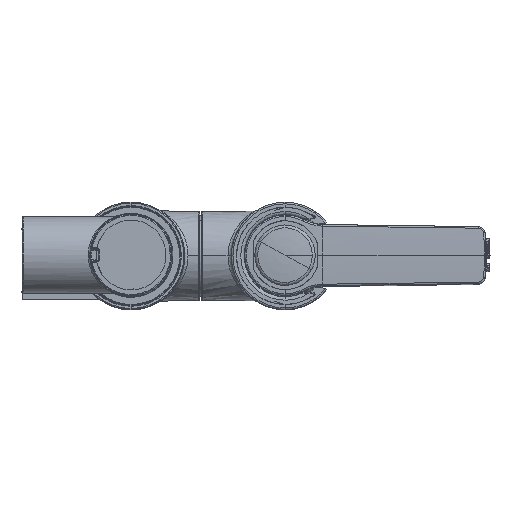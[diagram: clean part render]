
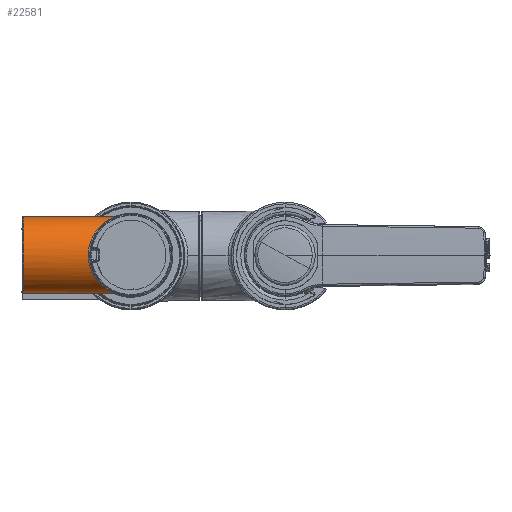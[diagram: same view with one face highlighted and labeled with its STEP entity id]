
A CAD part, top view. The second image highlights one B-rep face of the part: STEP entity #22581.
In plain terms, the highlighted cylindrical face has radius 11.5 mm (diameter 23 mm), a partial arc.
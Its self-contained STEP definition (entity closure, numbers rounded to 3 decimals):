
#19861=CARTESIAN_POINT(' ',(-32.1,11.5,15.));
#19862=VERTEX_POINT(' ',#19861);
#19956=CARTESIAN_POINT(' ',(-4.661,11.5,15.));
#19961=DIRECTION(' ',(-1.,0.,0.));
#19966=VECTOR(' ',#19961,1.);
#19971=LINE('',#19956,#19966);
#19976=CARTESIAN_POINT(' ',(-4.661,11.5,15.));
#19977=VERTEX_POINT(' ',#19976);
#19981=EDGE_CURVE(' ',#19977,#19862,#19971,.T.);
#21231=CARTESIAN_POINT(' ',(-4.661,-11.5,15.));
#21232=VERTEX_POINT(' ',#21231);
#21341=CARTESIAN_POINT(' ',(-32.1,-11.5,15.));
#21342=VERTEX_POINT(' ',#21341);
#21366=CARTESIAN_POINT(' ',(-4.661,-11.5,15.));
#21371=DIRECTION(' ',(-1.,0.,0.));
#21376=VECTOR(' ',#21371,1.);
#21381=LINE('',#21366,#21376);
#21386=EDGE_CURVE(' ',#21232,#21342,#21381,.T.);
#22246=CARTESIAN_POINT(' ',(-32.1,0.,15.));
#22251=DIRECTION(' ',(-1.,0.,-0.));
#22256=DIRECTION(' ',(0.,-1.,0.));
#22261=AXIS2_PLACEMENT_3D(' ',#22246,#22251,#22256);
#22266=CIRCLE('',#22261,11.5);
#22271=EDGE_CURVE(' ',#21342,#19862,#22266,.T.);
#22306=CARTESIAN_POINT(' ',(-16.2,0.,15.));
#22311=DIRECTION(' ',(-1.,0.,0.));
#22316=DIRECTION(' ',(0.,-1.,0.));
#22321=AXIS2_PLACEMENT_3D(' ',#22306,#22311,#22316);
#22326=CYLINDRICAL_SURFACE(' ',#22321,11.5);
#22331=ORIENTED_EDGE(' ',*,*,#21386,.F.);
#22336=CARTESIAN_POINT(' ',(-11.221,5.875,24.886));
#22341=CARTESIAN_POINT(' ',(-11.944,4.594,25.647));
#22346=CARTESIAN_POINT(' ',(-12.428,3.187,26.146));
#22351=CARTESIAN_POINT(' ',(-12.858,0.298,26.589));
#22356=CARTESIAN_POINT(' ',(-12.803,-1.185,26.532));
#22361=CARTESIAN_POINT(' ',(-12.095,-4.323,25.801));
#22366=CARTESIAN_POINT(' ',(-11.323,-5.951,25.008));
#22371=CARTESIAN_POINT(' ',(-9.615,-8.163,23.169));
#22376=CARTESIAN_POINT(' ',(-8.886,-8.897,22.376));
#22381=CARTESIAN_POINT(' ',(-7.63,-9.891,20.902));
#22386=CARTESIAN_POINT(' ',(-7.157,-10.216,20.33));
#22391=CARTESIAN_POINT(' ',(-6.365,-10.688,19.268));
#22396=CARTESIAN_POINT(' ',(-6.056,-10.855,18.834));
#22401=CARTESIAN_POINT(' ',(-5.553,-11.104,18.01));
#22406=CARTESIAN_POINT(' ',(-5.36,-11.194,17.671));
#22411=CARTESIAN_POINT(' ',(-5.053,-11.329,16.992));
#22416=CARTESIAN_POINT(' ',(-4.936,-11.379,16.71));
#22421=CARTESIAN_POINT(' ',(-4.777,-11.446,16.128));
#22426=CARTESIAN_POINT(' ',(-4.725,-11.468,15.911));
#22431=CARTESIAN_POINT(' ',(-4.669,-11.493,15.433));
#22436=CARTESIAN_POINT(' ',(-4.656,-11.5,15.218));
#22441=CARTESIAN_POINT(' ',(-4.661,-11.5,15.));
#22446=B_SPLINE_CURVE_WITH_KNOTS('',3,(#22336,#22341,#22346,#22351,#22356,#22361,#22366,#22371,#22376,#22381,#22386,#22391,#22396,#22401,#22406,#22411,#22416,#22421,#22426,#22431,#22436,#22441),.UNSPECIFIED.,.F.,.U.,(4,2,2,2,2,2,2,2,2,2,4),(0.,0.207,0.415,0.664,0.808,0.888,0.937,0.967,0.985,0.995,1.),.UNSPECIFIED.);
#22451=CARTESIAN_POINT(' ',(-11.221,5.875,24.886));
#22452=VERTEX_POINT(' ',#22451);
#22456=EDGE_CURVE(' ',#22452,#21232,#22446,.T.);
#22461=ORIENTED_EDGE(' ',*,*,#22456,.F.);
#22466=CARTESIAN_POINT(' ',(-4.661,11.5,15.));
#22471=CARTESIAN_POINT(' ',(-4.648,11.5,15.558));
#22476=CARTESIAN_POINT(' ',(-4.739,11.462,15.978));
#22481=CARTESIAN_POINT(' ',(-4.911,11.39,16.63));
#22486=CARTESIAN_POINT(' ',(-5.014,11.346,16.892));
#22491=CARTESIAN_POINT(' ',(-5.297,11.222,17.547));
#22496=CARTESIAN_POINT(' ',(-5.479,11.139,17.877));
#22501=CARTESIAN_POINT(' ',(-5.973,10.899,18.711));
#22506=CARTESIAN_POINT(' ',(-6.283,10.733,19.153));
#22511=CARTESIAN_POINT(' ',(-7.122,10.241,20.291));
#22516=CARTESIAN_POINT(' ',(-7.637,9.888,20.912));
#22521=CARTESIAN_POINT(' ',(-8.823,8.941,22.3));
#22526=CARTESIAN_POINT(' ',(-9.464,8.31,23.003));
#22531=CARTESIAN_POINT(' ',(-10.476,7.072,24.098));
#22536=CARTESIAN_POINT(' ',(-10.875,6.489,24.522));
#22541=CARTESIAN_POINT(' ',(-11.221,5.875,24.886));
#22546=B_SPLINE_CURVE_WITH_KNOTS('',3,(#22466,#22471,#22476,#22481,#22486,#22491,#22496,#22501,#22506,#22511,#22516,#22521,#22526,#22531,#22536,#22541),.UNSPECIFIED.,.F.,.U.,(4,2,2,2,2,2,2,4),(0.,0.033,0.072,0.14,0.257,0.465,0.763,1.),.UNSPECIFIED.);
#22551=EDGE_CURVE(' ',#19977,#22452,#22546,.T.);
#22556=ORIENTED_EDGE(' ',*,*,#22551,.F.);
#22561=ORIENTED_EDGE(' ',*,*,#19981,.T.);
#22566=ORIENTED_EDGE(' ',*,*,#22271,.F.);
#22571=EDGE_LOOP(' ',(#22331,#22461,#22556,#22561,#22566));
#22576=FACE_OUTER_BOUND(' ',#22571,.T.);
#22581=ADVANCED_FACE('',(#22576),#22326,.T.);
